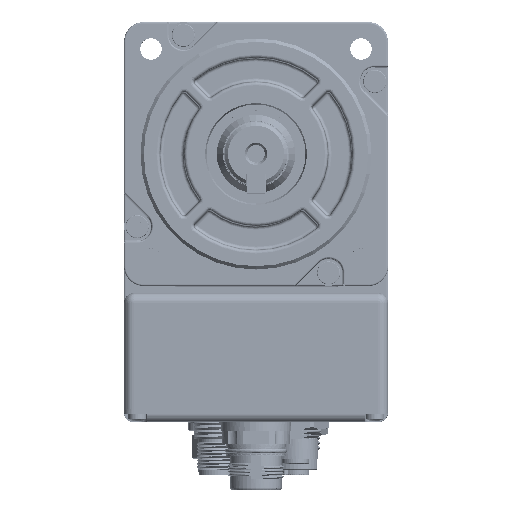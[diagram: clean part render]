
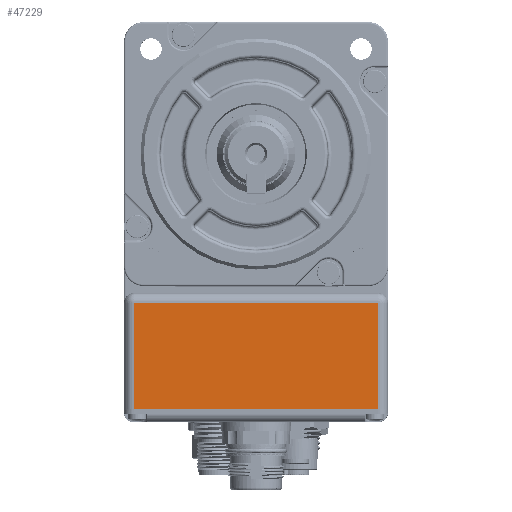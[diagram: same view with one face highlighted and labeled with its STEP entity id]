
A CAD part, top view. The second image highlights one B-rep face of the part: STEP entity #47229.
In plain terms, the highlighted planar face has unit normal (0, 0, 1).
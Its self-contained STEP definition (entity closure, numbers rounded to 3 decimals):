
#5325 = VECTOR ( 'NONE', #91399, 1000. ) ;
#10281 = LINE ( 'NONE', #102676, #58448 ) ;
#10495 = DIRECTION ( 'NONE',  ( 0., 0., 1. ) ) ;
#10811 = ORIENTED_EDGE ( 'NONE', *, *, #87613, .T. ) ;
#13338 = AXIS2_PLACEMENT_3D ( 'NONE', #18556, #10495, #62833 ) ;
#16927 = CARTESIAN_POINT ( 'NONE',  ( -29.723, -36.051, 44.657 ) ) ;
#17639 = LINE ( 'NONE', #64938, #5325 ) ;
#18556 = CARTESIAN_POINT ( 'NONE',  ( 7.277, 20.949, 44.657 ) ) ;
#22505 = VERTEX_POINT ( 'NONE', #33661 ) ;
#27061 = CARTESIAN_POINT ( 'NONE',  ( -29.723, -36.051, 44.657 ) ) ;
#33661 = CARTESIAN_POINT ( 'NONE',  ( 44.277, -4.051, 44.657 ) ) ;
#37346 = EDGE_LOOP ( 'NONE', ( #83540, #76706, #99666, #10811 ) ) ;
#38851 = VECTOR ( 'NONE', #108891, 1000. ) ;
#41376 = VERTEX_POINT ( 'NONE', #61798 ) ;
#42104 = EDGE_CURVE ( 'NONE', #98804, #41376, #17639, .T. ) ;
#47229 = ADVANCED_FACE ( 'NONE', ( #93933 ), #97373, .T. ) ;
#56356 = EDGE_CURVE ( 'NONE', #22505, #63013, #92414, .T. ) ;
#58448 = VECTOR ( 'NONE', #93473, 1000. ) ;
#61798 = CARTESIAN_POINT ( 'NONE',  ( 44.277, -36.051, 44.657 ) ) ;
#62661 = VECTOR ( 'NONE', #78935, 1000. ) ;
#62833 = DIRECTION ( 'NONE',  ( 0., 1., 0. ) ) ;
#63013 = VERTEX_POINT ( 'NONE', #64179 ) ;
#64179 = CARTESIAN_POINT ( 'NONE',  ( -29.723, -4.051, 44.657 ) ) ;
#64938 = CARTESIAN_POINT ( 'NONE',  ( 7.277, -36.051, 44.657 ) ) ;
#76706 = ORIENTED_EDGE ( 'NONE', *, *, #96714, .T. ) ;
#78935 = DIRECTION ( 'NONE',  ( 0., -1., 0. ) ) ;
#83540 = ORIENTED_EDGE ( 'NONE', *, *, #56356, .T. ) ;
#87613 = EDGE_CURVE ( 'NONE', #41376, #22505, #10281, .T. ) ;
#91399 = DIRECTION ( 'NONE',  ( 1., 0., 0. ) ) ;
#92414 = LINE ( 'NONE', #100041, #38851 ) ;
#93473 = DIRECTION ( 'NONE',  ( 0., 1., 0. ) ) ;
#93933 = FACE_OUTER_BOUND ( 'NONE', #37346, .T. ) ;
#96714 = EDGE_CURVE ( 'NONE', #63013, #98804, #98322, .T. ) ;
#97373 = PLANE ( 'NONE',  #13338 ) ;
#98322 = LINE ( 'NONE', #27061, #62661 ) ;
#98804 = VERTEX_POINT ( 'NONE', #16927 ) ;
#99666 = ORIENTED_EDGE ( 'NONE', *, *, #42104, .T. ) ;
#100041 = CARTESIAN_POINT ( 'NONE',  ( -29.723, -4.051, 44.657 ) ) ;
#102676 = CARTESIAN_POINT ( 'NONE',  ( 44.277, -4.051, 44.657 ) ) ;
#108891 = DIRECTION ( 'NONE',  ( -1., 0., 0. ) ) ;
